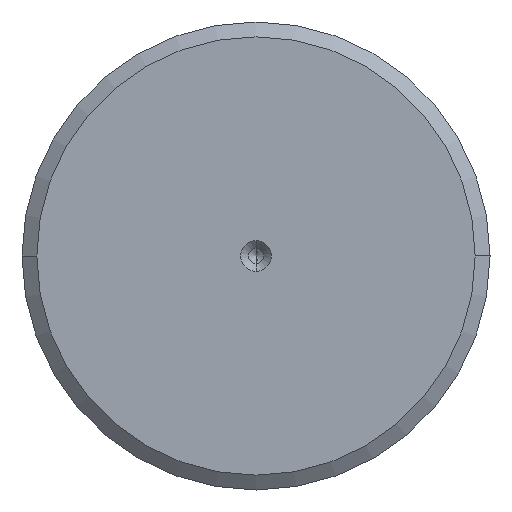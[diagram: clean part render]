
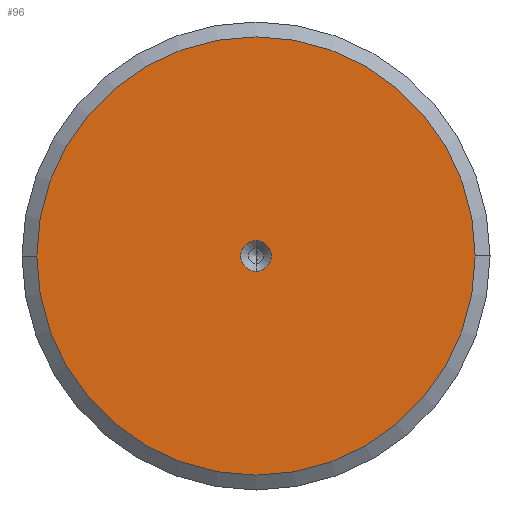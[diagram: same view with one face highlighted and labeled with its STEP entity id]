
A CAD part, left-side view. The second image highlights one B-rep face of the part: STEP entity #96.
In plain terms, the highlighted planar face has unit normal (-1, 0, 0).
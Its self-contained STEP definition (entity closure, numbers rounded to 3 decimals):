
#96 = ADVANCED_FACE ( 'NONE', ( #149, #2506 ), #595, .T. ) ;
#149 = FACE_BOUND ( 'NONE', #1782, .T. ) ;
#159 = ORIENTED_EDGE ( 'NONE', *, *, #589, .T. ) ;
#211 = DIRECTION ( 'NONE',  ( 1., 0., 0. ) ) ;
#217 = AXIS2_PLACEMENT_3D ( 'NONE', #1687, #778, #580 ) ;
#223 = CARTESIAN_POINT ( 'NONE',  ( 0., 0., 0. ) ) ;
#345 = DIRECTION ( 'NONE',  ( -1., 0., 0. ) ) ;
#366 = DIRECTION ( 'NONE',  ( 0., -1., 0. ) ) ;
#446 = CARTESIAN_POINT ( 'NONE',  ( 0., 0., 2.075 ) ) ;
#580 = DIRECTION ( 'NONE',  ( 0., -1., 0. ) ) ;
#589 = EDGE_CURVE ( 'NONE', #2116, #1615, #2148, .T. ) ;
#590 = CARTESIAN_POINT ( 'NONE',  ( 0., 0., 0. ) ) ;
#595 = PLANE ( 'NONE',  #217 ) ;
#778 = DIRECTION ( 'NONE',  ( -1., 0., 0. ) ) ;
#779 = CARTESIAN_POINT ( 'NONE',  ( 0., 0., 0. ) ) ;
#807 = CIRCLE ( 'NONE', #1671, 29.5 ) ;
#822 = VERTEX_POINT ( 'NONE', #905 ) ;
#905 = CARTESIAN_POINT ( 'NONE',  ( 0., 29.5, 0. ) ) ;
#1087 = DIRECTION ( 'NONE',  ( 1., 0., 0. ) ) ;
#1270 = CIRCLE ( 'NONE', #2689, 2.075 ) ;
#1275 = EDGE_CURVE ( 'NONE', #822, #2121, #1494, .T. ) ;
#1314 = ORIENTED_EDGE ( 'NONE', *, *, #1566, .T. ) ;
#1335 = CARTESIAN_POINT ( 'NONE',  ( 0., 0., -2.075 ) ) ;
#1453 = ORIENTED_EDGE ( 'NONE', *, *, #1275, .T. ) ;
#1494 = CIRCLE ( 'NONE', #1840, 29.5 ) ;
#1566 = EDGE_CURVE ( 'NONE', #1615, #2116, #1270, .T. ) ;
#1615 = VERTEX_POINT ( 'NONE', #1335 ) ;
#1671 = AXIS2_PLACEMENT_3D ( 'NONE', #779, #345, #1838 ) ;
#1687 = CARTESIAN_POINT ( 'NONE',  ( 0., 0., 0. ) ) ;
#1688 = CARTESIAN_POINT ( 'NONE',  ( 0., -29.5, 0. ) ) ;
#1782 = EDGE_LOOP ( 'NONE', ( #159, #1314 ) ) ;
#1799 = ORIENTED_EDGE ( 'NONE', *, *, #1878, .T. ) ;
#1827 = DIRECTION ( 'NONE',  ( -1., 0., 0. ) ) ;
#1838 = DIRECTION ( 'NONE',  ( 0., -1., 0. ) ) ;
#1840 = AXIS2_PLACEMENT_3D ( 'NONE', #2040, #1827, #366 ) ;
#1878 = EDGE_CURVE ( 'NONE', #2121, #822, #807, .T. ) ;
#2040 = CARTESIAN_POINT ( 'NONE',  ( 0., 0., 0. ) ) ;
#2086 = EDGE_LOOP ( 'NONE', ( #1453, #1799 ) ) ;
#2116 = VERTEX_POINT ( 'NONE', #446 ) ;
#2121 = VERTEX_POINT ( 'NONE', #1688 ) ;
#2148 = CIRCLE ( 'NONE', #2726, 2.075 ) ;
#2506 = FACE_OUTER_BOUND ( 'NONE', #2086, .T. ) ;
#2573 = DIRECTION ( 'NONE',  ( 0., -1., 0. ) ) ;
#2689 = AXIS2_PLACEMENT_3D ( 'NONE', #223, #1087, #2573 ) ;
#2726 = AXIS2_PLACEMENT_3D ( 'NONE', #590, #211, #2737 ) ;
#2737 = DIRECTION ( 'NONE',  ( 0., -1., 0. ) ) ;
